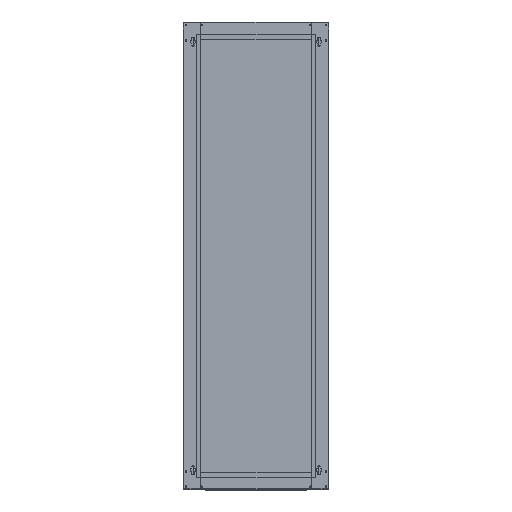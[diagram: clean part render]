
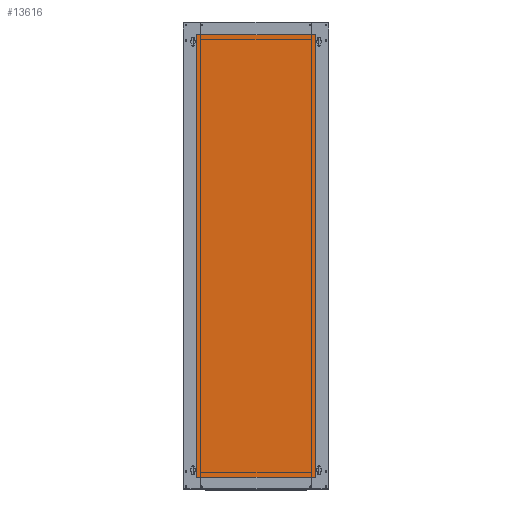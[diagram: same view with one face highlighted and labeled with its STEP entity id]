
A CAD part, top view. The second image highlights one B-rep face of the part: STEP entity #13616.
In plain terms, the highlighted planar face has unit normal (0, 0, 1).
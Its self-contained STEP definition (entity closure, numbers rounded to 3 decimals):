
#1539 = EDGE_LOOP ( 'NONE', ( #16925, #24003, #25501, #29092 ) ) ;
#2536 = CARTESIAN_POINT ( 'NONE',  ( 0., -1783., 1. ) ) ;
#2673 = CARTESIAN_POINT ( 'NONE',  ( 0., 0., 1. ) ) ;
#3016 = VERTEX_POINT ( 'NONE', #8339 ) ;
#5142 = DIRECTION ( 'NONE',  ( 0., 0., 1. ) ) ;
#5763 = VECTOR ( 'NONE', #19637, 1000. ) ;
#6212 = VERTEX_POINT ( 'NONE', #2536 ) ;
#6280 = VECTOR ( 'NONE', #27877, 1000. ) ;
#7754 = LINE ( 'NONE', #13808, #5763 ) ;
#8339 = CARTESIAN_POINT ( 'NONE',  ( 0., 0., 1. ) ) ;
#9856 = CARTESIAN_POINT ( 'NONE',  ( 476., 0., 1. ) ) ;
#10044 = LINE ( 'NONE', #10461, #23890 ) ;
#10461 = CARTESIAN_POINT ( 'NONE',  ( 476., 0., 1. ) ) ;
#11769 = LINE ( 'NONE', #2673, #20555 ) ;
#12991 = LINE ( 'NONE', #37569, #6280 ) ;
#13616 = ADVANCED_FACE ( 'NONE', ( #26501 ), #30089, .T. ) ;
#13808 = CARTESIAN_POINT ( 'NONE',  ( 0., -1783., 1. ) ) ;
#14479 = EDGE_CURVE ( 'NONE', #19231, #38941, #10044, .T. ) ;
#16587 = EDGE_CURVE ( 'NONE', #3016, #6212, #12991, .T. ) ;
#16925 = ORIENTED_EDGE ( 'NONE', *, *, #16587, .T. ) ;
#18718 = DIRECTION ( 'NONE',  ( 0., 1., 0. ) ) ;
#19231 = VERTEX_POINT ( 'NONE', #31869 ) ;
#19637 = DIRECTION ( 'NONE',  ( 1., 0., 0. ) ) ;
#20555 = VECTOR ( 'NONE', #24047, 1000. ) ;
#23890 = VECTOR ( 'NONE', #18718, 1000. ) ;
#24003 = ORIENTED_EDGE ( 'NONE', *, *, #32406, .T. ) ;
#24047 = DIRECTION ( 'NONE',  ( -1., 0., 0. ) ) ;
#25501 = ORIENTED_EDGE ( 'NONE', *, *, #14479, .T. ) ;
#26501 = FACE_OUTER_BOUND ( 'NONE', #1539, .T. ) ;
#27877 = DIRECTION ( 'NONE',  ( 0., -1., 0. ) ) ;
#29092 = ORIENTED_EDGE ( 'NONE', *, *, #34176, .T. ) ;
#30089 = PLANE ( 'NONE',  #37931 ) ;
#31869 = CARTESIAN_POINT ( 'NONE',  ( 476., -1783., 1. ) ) ;
#32406 = EDGE_CURVE ( 'NONE', #6212, #19231, #7754, .T. ) ;
#34176 = EDGE_CURVE ( 'NONE', #38941, #3016, #11769, .T. ) ;
#35956 = DIRECTION ( 'NONE',  ( 1., 0., 0. ) ) ;
#37569 = CARTESIAN_POINT ( 'NONE',  ( 0., 0., 1. ) ) ;
#37931 = AXIS2_PLACEMENT_3D ( 'NONE', #38804, #5142, #35956 ) ;
#38804 = CARTESIAN_POINT ( 'NONE',  ( 0., 0., 1. ) ) ;
#38941 = VERTEX_POINT ( 'NONE', #9856 ) ;
